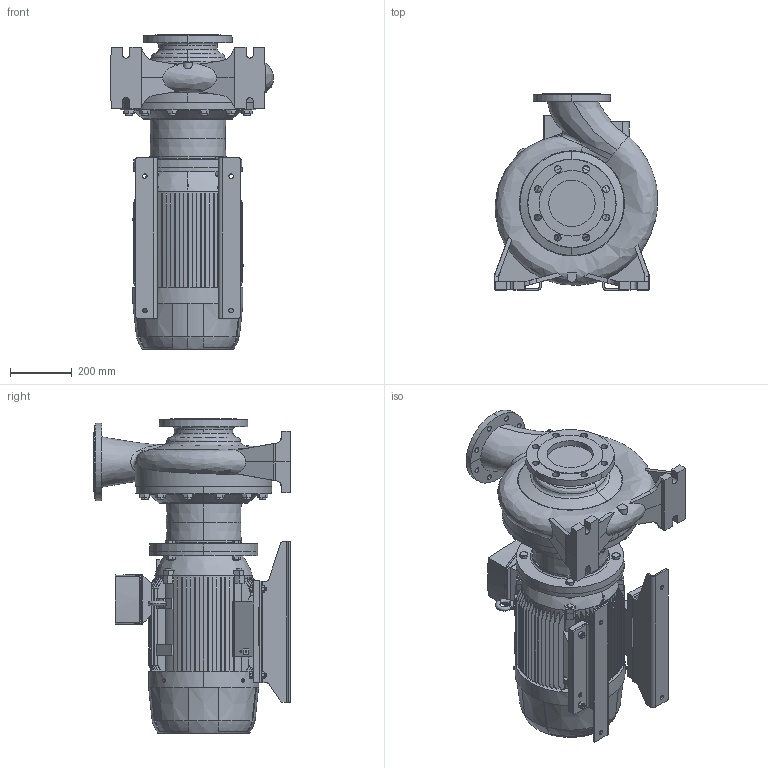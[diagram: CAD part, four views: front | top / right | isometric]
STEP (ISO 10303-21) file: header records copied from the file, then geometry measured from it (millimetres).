
FILE_DESCRIPTION (( 'STEP AP203' ), '1' );
FILE_NAME ('4_93_494_12_REV01.step', '2023-07-20T06:37:20', ( '' ), ( '' ), 'SwSTEP 2.0', 'SolidWorks 2020', '' );
FILE_SCHEMA (( 'CONFIG_CONTROL_DESIGN' ));
Length unit declared in the file: millimetre
Products named in the file (1): 4_93_494_12_REV01
Bounding box: 526.39 x 635 x 1017.8 mm (x, y, z)
Volume: 101340254.6 mm3; surface area: 3430106.2 mm2
Topology: 1 solids, 1 shells, 1830 faces, 4902 edges, 3193 vertices
Faces by surface type: plane 1040, cylinder 378, bspline 277, torus 100, cone 35
Entity records: 108265 total; most frequent: CARTESIAN_POINT 65124, ORIENTED_EDGE 9804, DIRECTION 7647, EDGE_CURVE 4902, VERTEX_POINT 3193, LINE 2567, VECTOR 2567, AXIS2_PLACEMENT_3D 2540
